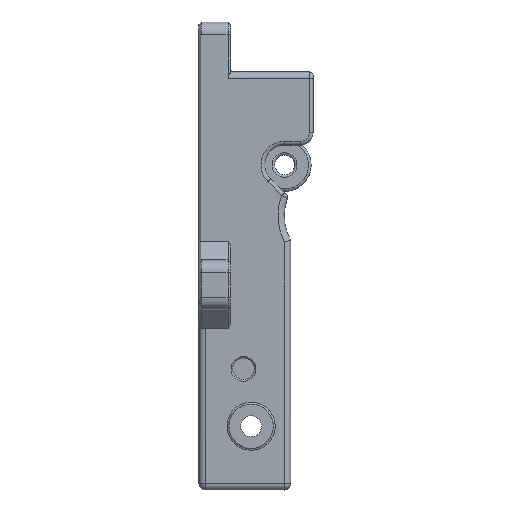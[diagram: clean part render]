
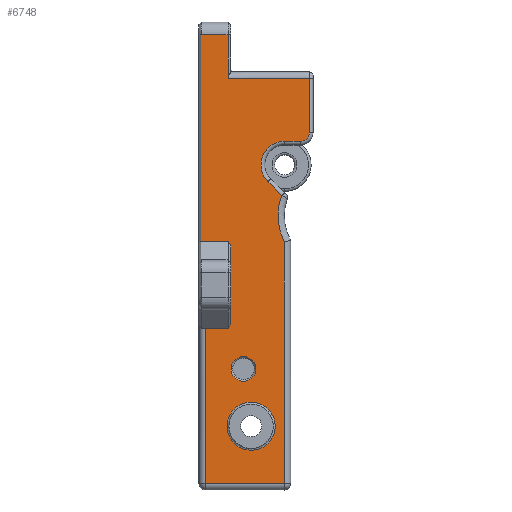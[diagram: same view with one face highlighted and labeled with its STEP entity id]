
A CAD part, front view. The second image highlights one B-rep face of the part: STEP entity #6748.
In plain terms, the highlighted planar face has unit normal (0, -1, 0).
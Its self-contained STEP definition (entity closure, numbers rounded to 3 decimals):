
#63=FACE_BOUND('',#1018,.T.);
#64=FACE_BOUND('',#1019,.T.);
#604=FACE_OUTER_BOUND('',#1017,.T.);
#1017=EDGE_LOOP('',(#4860,#4861,#4862,#4863,#4864,#4865,#4866,#4867,#4868,
#4869,#4870,#4871,#4872,#4873,#4874,#4875,#4876,#4877,#4878,#4879));
#1018=EDGE_LOOP('',(#4880));
#1019=EDGE_LOOP('',(#4881));
#1386=CIRCLE('',#7137,1.95);
#1387=CIRCLE('',#7139,9.);
#1388=CIRCLE('',#7140,3.725);
#1389=CIRCLE('',#7141,1.4);
#1390=CIRCLE('',#7142,3.803);
#1720=LINE('',#10990,#2275);
#1721=LINE('',#10992,#2276);
#1722=LINE('',#10994,#2277);
#1723=LINE('',#10996,#2278);
#1724=LINE('',#10998,#2279);
#1725=LINE('',#11000,#2280);
#1726=LINE('',#11002,#2281);
#1727=LINE('',#11004,#2282);
#1728=LINE('',#11006,#2283);
#1729=LINE('',#11008,#2284);
#1730=LINE('',#11010,#2285);
#1731=LINE('',#11012,#2286);
#1732=LINE('',#11014,#2287);
#1733=LINE('',#11016,#2288);
#1734=LINE('',#11018,#2289);
#1735=LINE('',#11022,#2290);
#1736=LINE('',#11026,#2291);
#2275=VECTOR('',#7904,10.);
#2276=VECTOR('',#7905,10.);
#2277=VECTOR('',#7906,10.);
#2278=VECTOR('',#7907,10.);
#2279=VECTOR('',#7908,10.);
#2280=VECTOR('',#7909,10.);
#2281=VECTOR('',#7910,10.);
#2282=VECTOR('',#7911,10.);
#2283=VECTOR('',#7912,10.);
#2284=VECTOR('',#7913,10.);
#2285=VECTOR('',#7914,10.);
#2286=VECTOR('',#7915,10.);
#2287=VECTOR('',#7916,10.);
#2288=VECTOR('',#7917,1.);
#2289=VECTOR('',#7918,10.);
#2290=VECTOR('',#7921,10.);
#2291=VECTOR('',#7924,10.);
#2888=VERTEX_POINT('',#10984);
#2889=VERTEX_POINT('',#10988);
#2890=VERTEX_POINT('',#10989);
#2891=VERTEX_POINT('',#10991);
#2892=VERTEX_POINT('',#10993);
#2893=VERTEX_POINT('',#10995);
#2894=VERTEX_POINT('',#10997);
#2895=VERTEX_POINT('',#10999);
#2896=VERTEX_POINT('',#11001);
#2897=VERTEX_POINT('',#11003);
#2898=VERTEX_POINT('',#11005);
#2899=VERTEX_POINT('',#11007);
#2900=VERTEX_POINT('',#11009);
#2901=VERTEX_POINT('',#11011);
#2902=VERTEX_POINT('',#11013);
#2903=VERTEX_POINT('',#11015);
#2904=VERTEX_POINT('',#11017);
#2905=VERTEX_POINT('',#11019);
#2906=VERTEX_POINT('',#11021);
#2907=VERTEX_POINT('',#11023);
#2908=VERTEX_POINT('',#11025);
#2909=VERTEX_POINT('',#11028);
#3604=EDGE_CURVE('',#2888,#2888,#1386,.T.);
#3605=EDGE_CURVE('',#2889,#2890,#1720,.T.);
#3606=EDGE_CURVE('',#2891,#2889,#1721,.T.);
#3607=EDGE_CURVE('',#2891,#2892,#1722,.T.);
#3608=EDGE_CURVE('',#2893,#2892,#1723,.T.);
#3609=EDGE_CURVE('',#2893,#2894,#1724,.T.);
#3610=EDGE_CURVE('',#2894,#2895,#1725,.T.);
#3611=EDGE_CURVE('',#2895,#2896,#1726,.T.);
#3612=EDGE_CURVE('',#2896,#2897,#1727,.T.);
#3613=EDGE_CURVE('',#2897,#2898,#1728,.T.);
#3614=EDGE_CURVE('',#2898,#2899,#1729,.T.);
#3615=EDGE_CURVE('',#2899,#2900,#1730,.T.);
#3616=EDGE_CURVE('',#2900,#2901,#1731,.T.);
#3617=EDGE_CURVE('',#2902,#2901,#1732,.T.);
#3618=EDGE_CURVE('',#2902,#2903,#1733,.T.);
#3619=EDGE_CURVE('',#2904,#2903,#1734,.T.);
#3620=EDGE_CURVE('',#2905,#2904,#1387,.T.);
#3621=EDGE_CURVE('',#2906,#2905,#1735,.T.);
#3622=EDGE_CURVE('',#2907,#2906,#1388,.T.);
#3623=EDGE_CURVE('',#2908,#2907,#1736,.T.);
#3624=EDGE_CURVE('',#2890,#2908,#1389,.T.);
#3625=EDGE_CURVE('',#2909,#2909,#1390,.T.);
#4860=ORIENTED_EDGE('',*,*,#3605,.F.);
#4861=ORIENTED_EDGE('',*,*,#3606,.F.);
#4862=ORIENTED_EDGE('',*,*,#3607,.T.);
#4863=ORIENTED_EDGE('',*,*,#3608,.F.);
#4864=ORIENTED_EDGE('',*,*,#3609,.T.);
#4865=ORIENTED_EDGE('',*,*,#3610,.T.);
#4866=ORIENTED_EDGE('',*,*,#3611,.T.);
#4867=ORIENTED_EDGE('',*,*,#3612,.T.);
#4868=ORIENTED_EDGE('',*,*,#3613,.T.);
#4869=ORIENTED_EDGE('',*,*,#3614,.T.);
#4870=ORIENTED_EDGE('',*,*,#3615,.T.);
#4871=ORIENTED_EDGE('',*,*,#3616,.T.);
#4872=ORIENTED_EDGE('',*,*,#3617,.F.);
#4873=ORIENTED_EDGE('',*,*,#3618,.T.);
#4874=ORIENTED_EDGE('',*,*,#3619,.F.);
#4875=ORIENTED_EDGE('',*,*,#3620,.F.);
#4876=ORIENTED_EDGE('',*,*,#3621,.F.);
#4877=ORIENTED_EDGE('',*,*,#3622,.F.);
#4878=ORIENTED_EDGE('',*,*,#3623,.F.);
#4879=ORIENTED_EDGE('',*,*,#3624,.F.);
#4880=ORIENTED_EDGE('',*,*,#3625,.F.);
#4881=ORIENTED_EDGE('',*,*,#3604,.F.);
#6533=PLANE('',#7138);
#6748=ADVANCED_FACE('',(#604,#63,#64),#6533,.T.);
#7137=AXIS2_PLACEMENT_3D('',#10986,#7900,#7901);
#7138=AXIS2_PLACEMENT_3D('',#10987,#7902,#7903);
#7139=AXIS2_PLACEMENT_3D('',#11020,#7919,#7920);
#7140=AXIS2_PLACEMENT_3D('',#11024,#7922,#7923);
#7141=AXIS2_PLACEMENT_3D('',#11027,#7925,#7926);
#7142=AXIS2_PLACEMENT_3D('',#11029,#7927,#7928);
#7900=DIRECTION('center_axis',(0.,-1.,0.));
#7901=DIRECTION('ref_axis',(1.,0.,0.));
#7902=DIRECTION('center_axis',(0.,-1.,0.));
#7903=DIRECTION('ref_axis',(1.,0.,0.));
#7904=DIRECTION('',(0.,0.,-1.));
#7905=DIRECTION('',(1.,0.,0.));
#7906=DIRECTION('',(0.,0.,1.));
#7907=DIRECTION('',(1.,0.,0.));
#7908=DIRECTION('',(0.,0.,-1.));
#7909=DIRECTION('',(0.577,0.,0.816));
#7910=DIRECTION('',(1.,0.,0.));
#7911=DIRECTION('',(0.577,0.,-0.816));
#7912=DIRECTION('',(0.,0.,-1.));
#7913=DIRECTION('',(0.,0.,-1.));
#7914=DIRECTION('',(-0.577,0.,-0.816));
#7915=DIRECTION('',(-1.,0.,0.));
#7916=DIRECTION('',(0.,0.,1.));
#7917=DIRECTION('',(1.,0.,0.));
#7918=DIRECTION('',(0.,0.,-1.));
#7919=DIRECTION('center_axis',(0.,-1.,0.));
#7920=DIRECTION('ref_axis',(-0.86,0.,0.51));
#7921=DIRECTION('',(0.707,0.,-0.707));
#7922=DIRECTION('center_axis',(0.,-1.,0.));
#7923=DIRECTION('ref_axis',(-0.924,0.,0.383));
#7924=DIRECTION('',(-1.,0.,0.));
#7925=DIRECTION('center_axis',(0.,1.,0.));
#7926=DIRECTION('ref_axis',(0.707,0.,-0.707));
#7927=DIRECTION('center_axis',(0.,-1.,0.));
#7928=DIRECTION('ref_axis',(0.,0.,1.));
#10984=CARTESIAN_POINT('',(-40.848,-55.9,37.888));
#10986=CARTESIAN_POINT('Origin',(-38.898,-55.9,37.888));
#10987=CARTESIAN_POINT('Origin',(-38.698,-55.9,36.372));
#10988=CARTESIAN_POINT('',(-28.514,-55.9,83.823));
#10989=CARTESIAN_POINT('',(-28.514,-55.9,75.259));
#10990=CARTESIAN_POINT('',(-28.514,-55.9,46.051));
#10991=CARTESIAN_POINT('',(-41.348,-55.9,83.823));
#10992=CARTESIAN_POINT('',(-35.105,-55.9,83.823));
#10993=CARTESIAN_POINT('',(-41.348,-55.9,90.723));
#10994=CARTESIAN_POINT('',(-41.348,-55.9,58.501));
#10995=CARTESIAN_POINT('',(-45.548,-55.9,90.723));
#10996=CARTESIAN_POINT('',(-45.948,-55.9,90.723));
#10997=CARTESIAN_POINT('',(-45.548,-55.9,58.101));
#10998=CARTESIAN_POINT('',(-45.548,-55.9,37.052));
#10999=CARTESIAN_POINT('',(-45.548,-55.9,58.101));
#11000=CARTESIAN_POINT('',(-51.938,-55.9,49.063));
#11001=CARTESIAN_POINT('',(-41.388,-55.9,58.101));
#11002=CARTESIAN_POINT('',(-41.12,-55.9,58.101));
#11003=CARTESIAN_POINT('',(-40.948,-55.9,57.478));
#11004=CARTESIAN_POINT('',(-35.798,-55.9,50.195));
#11005=CARTESIAN_POINT('',(-40.948,-55.9,50.535));
#11006=CARTESIAN_POINT('',(-40.948,-55.9,46.925));
#11007=CARTESIAN_POINT('',(-40.948,-55.9,44.823));
#11008=CARTESIAN_POINT('',(-40.948,-55.9,46.292));
#11009=CARTESIAN_POINT('',(-41.348,-55.9,44.258));
#11010=CARTESIAN_POINT('',(-42.765,-55.9,42.254));
#11011=CARTESIAN_POINT('',(-44.948,-55.9,44.258));
#11012=CARTESIAN_POINT('',(-42.123,-55.9,44.258));
#11013=CARTESIAN_POINT('',(-44.948,-55.9,19.738));
#11014=CARTESIAN_POINT('',(-44.948,-55.9,23.923));
#11015=CARTESIAN_POINT('',(-32.448,-55.9,19.738));
#11016=CARTESIAN_POINT('',(-42.323,-55.9,19.738));
#11017=CARTESIAN_POINT('',(-32.448,-55.9,57.964));
#11018=CARTESIAN_POINT('',(-32.448,-55.9,25.055));
#11019=CARTESIAN_POINT('',(-32.853,-55.9,65.305));
#11020=CARTESIAN_POINT('Origin',(-24.448,-55.9,62.088));
#11021=CARTESIAN_POINT('',(-35.048,-55.9,67.5));
#11022=CARTESIAN_POINT('',(-28.178,-55.9,60.631));
#11023=CARTESIAN_POINT('',(-32.414,-55.9,73.859));
#11024=CARTESIAN_POINT('Origin',(-32.414,-55.9,70.134));
#11025=CARTESIAN_POINT('',(-29.914,-55.9,73.859));
#11026=CARTESIAN_POINT('',(-29.108,-55.9,73.859));
#11027=CARTESIAN_POINT('Origin',(-29.914,-55.9,75.259));
#11028=CARTESIAN_POINT('',(-37.694,-55.9,25.019));
#11029=CARTESIAN_POINT('Origin',(-37.694,-55.9,28.822));
